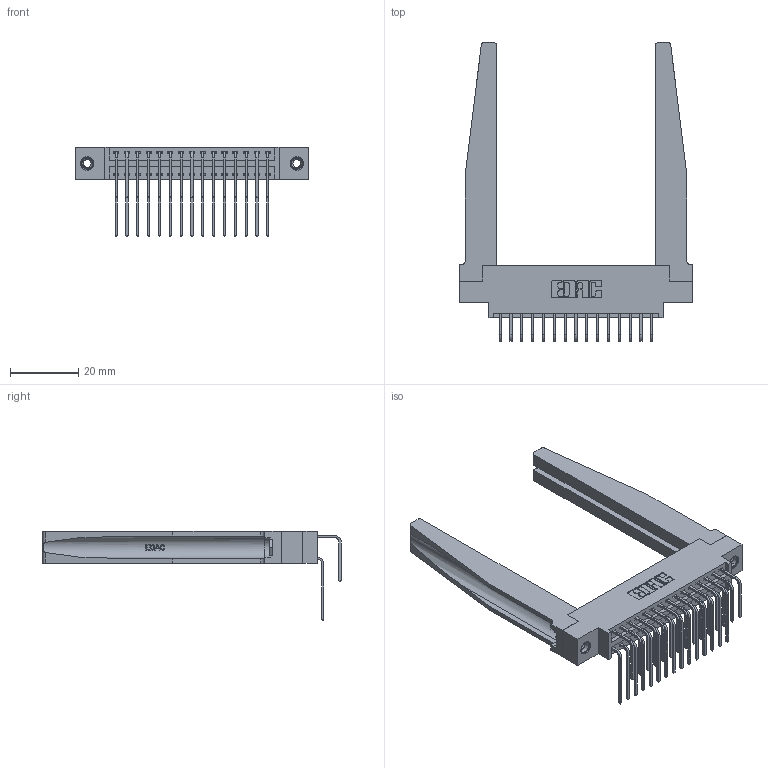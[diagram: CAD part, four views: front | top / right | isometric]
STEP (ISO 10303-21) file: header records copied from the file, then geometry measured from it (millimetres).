
FILE_DESCRIPTION (( 'STEP AP203' ), '1' );
FILE_NAME ('396-030-558-878.STEP', '2019-11-03T06:32:18', ( '' ), ( '' ), 'SwSTEP 2.0', 'SolidWorks 2016', '' );
FILE_SCHEMA (( 'CONFIG_CONTROL_DESIGN' ));
Length unit declared in the file: inch
Products named in the file (6): 345-292-001_558 Tail - 2; 396-030-558-878; 345-292-001_558 559 Tail - 1; 346-220-078_345-220-078; 346 Part_0.170 Offset - 0.156 Dia-TH; 345-250-001_345-250-001-102
Assembly tree (35 placements, depth 2):
  396-030-558-878
    346 Part_0.170 Offset - 0.156 Dia-TH
    345-292-001_558 559 Tail - 1  x15
    345-292-001_558 Tail - 2  x15
    346-220-078_345-220-078  x2
    345-250-001_345-250-001-102  x2
Bounding box: 68.2 x 87.44 x 26.16 mm (x, y, z)
Volume: 13367.9 mm3; surface area: 16001.3 mm2
Topology: 35 solids, 35 shells, 1980 faces, 5779 edges, 3802 vertices
Faces by surface type: plane 1332, cylinder 596, bspline 36, cone 12, torus 4
Entity records: 20088 total; most frequent: CARTESIAN_POINT 4338, ORIENTED_EDGE 3110, DIRECTION 2833, EDGE_CURVE 1555, VECTOR 1229, LINE 1229, VERTEX_POINT 1028, AXIS2_PLACEMENT_3D 802
